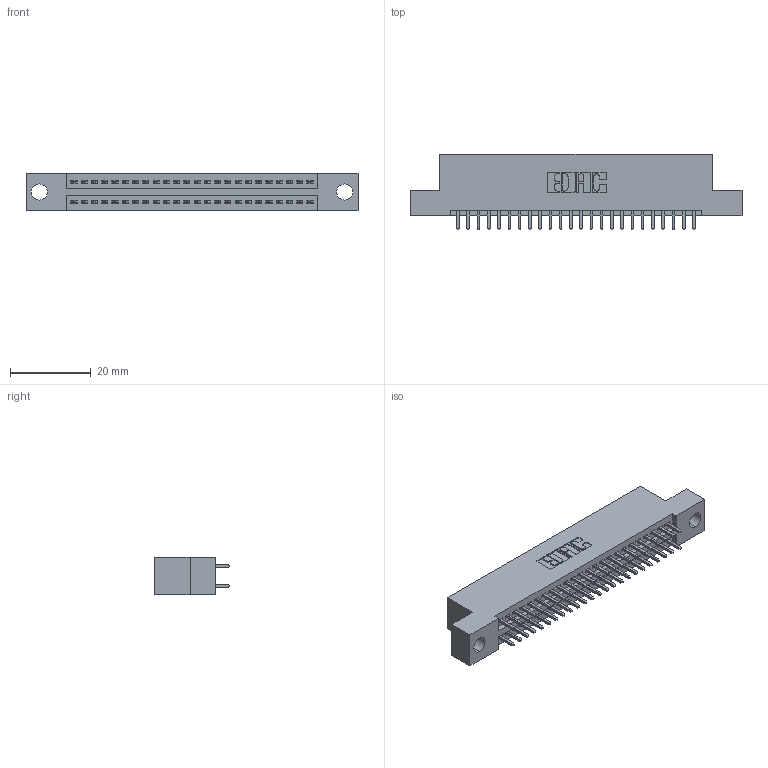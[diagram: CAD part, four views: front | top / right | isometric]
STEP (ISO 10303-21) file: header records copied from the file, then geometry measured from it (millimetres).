
FILE_DESCRIPTION (( 'STEP AP203' ), '1' );
FILE_NAME ('395-048-521-204.STEP', '2021-06-16T23:20:01', ( '' ), ( '' ), 'SwSTEP 2.0', 'SolidWorks 2020', '' );
FILE_SCHEMA (( 'CONFIG_CONTROL_DESIGN' ));
Length unit declared in the file: inch
Products named in the file (3): 345-292-001_345-293-121; 345 Part_Flush Mounting Lugs - 0.156 Dia-TI; 395-048-521-204
Assembly tree (49 placements, depth 2):
  395-048-521-204
    345 Part_Flush Mounting Lugs - 0.156 Dia-TI
    345-292-001_345-293-121  x48
Bounding box: 82.17 x 18.72 x 9.4 mm (x, y, z)
Volume: 7689.4 mm3; surface area: 10741.6 mm2
Topology: 49 solids, 49 shells, 2540 faces, 7529 edges, 4954 vertices
Faces by surface type: plane 1678, cylinder 862
Entity records: 21691 total; most frequent: CARTESIAN_POINT 3658, ORIENTED_EDGE 3590, DIRECTION 3247, EDGE_CURVE 1795, VECTOR 1567, LINE 1567, VERTEX_POINT 1194, AXIS2_PLACEMENT_3D 840
